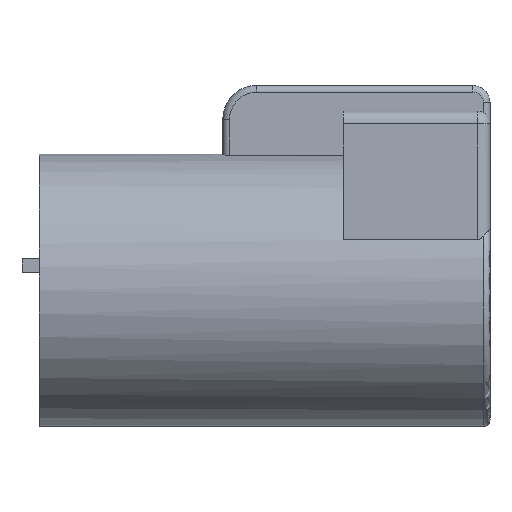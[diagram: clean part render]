
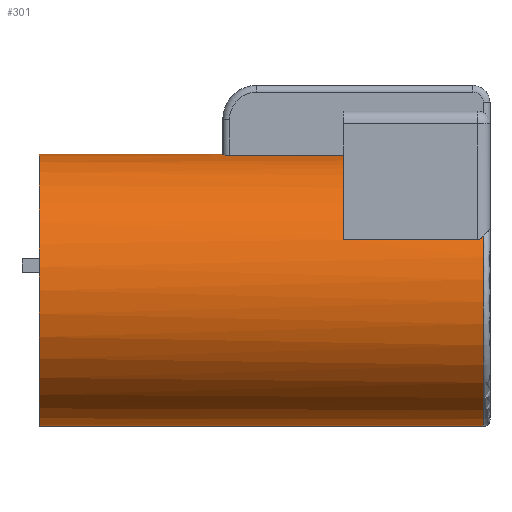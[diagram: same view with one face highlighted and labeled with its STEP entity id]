
A CAD part, left-side view. The second image highlights one B-rep face of the part: STEP entity #301.
In plain terms, the highlighted cylindrical face has radius 7.975 mm (diameter 15.95 mm), a partial arc.
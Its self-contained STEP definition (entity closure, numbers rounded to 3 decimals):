
#132=B_SPLINE_CURVE_WITH_KNOTS('',3,(#3584,#3585,#3586,#3587,#3588,#3589,
#3590),.UNSPECIFIED.,.F.,.F.,(4,3,4),(0.,0.838,1.),.UNSPECIFIED.);
#133=B_SPLINE_CURVE_WITH_KNOTS('',3,(#3593,#3594,#3595,#3596,#3597,#3598,
#3599,#3600,#3601,#3602,#3603,#3604,#3605,#3606,#3607,#3608),.UNSPECIFIED.,
 .F.,.F.,(4,3,3,3,3,4),(0.,0.213,0.426,0.64,
0.856,1.),.UNSPECIFIED.);
#134=B_SPLINE_CURVE_WITH_KNOTS('',3,(#3615,#3616,#3617,#3618,#3619,#3620,
#3621,#3622,#3623,#3624,#3625,#3626,#3627),.UNSPECIFIED.,.F.,.F.,(4,3,3,
3,4),(0.,0.166,0.441,0.886,1.),.UNSPECIFIED.);
#152=CYLINDRICAL_SURFACE('',#2424,7.975);
#187=CIRCLE('',#2386,7.975);
#200=CIRCLE('',#2407,7.975);
#208=CIRCLE('',#2421,7.975);
#209=CIRCLE('',#2422,7.975);
#210=CIRCLE('',#2423,7.975);
#301=ADVANCED_FACE('',(#499),#152,.T.);
#499=FACE_OUTER_BOUND('',#630,.T.);
#630=EDGE_LOOP('',(#898,#899,#900,#901,#902,#903,#904,#905,#906,#907,#908,
#909,#910));
#898=ORIENTED_EDGE('',*,*,#1712,.T.);
#899=ORIENTED_EDGE('',*,*,#1713,.T.);
#900=ORIENTED_EDGE('',*,*,#1627,.T.);
#901=ORIENTED_EDGE('',*,*,#1714,.F.);
#902=ORIENTED_EDGE('',*,*,#1715,.T.);
#903=ORIENTED_EDGE('',*,*,#1716,.F.);
#904=ORIENTED_EDGE('',*,*,#1675,.F.);
#905=ORIENTED_EDGE('',*,*,#1689,.T.);
#906=ORIENTED_EDGE('',*,*,#1717,.T.);
#907=ORIENTED_EDGE('',*,*,#1718,.T.);
#908=ORIENTED_EDGE('',*,*,#1719,.F.);
#909=ORIENTED_EDGE('',*,*,#1720,.T.);
#910=ORIENTED_EDGE('',*,*,#1721,.T.);
#1411=VERTEX_POINT('',#3303);
#1412=VERTEX_POINT('',#3304);
#1454=VERTEX_POINT('',#3479);
#1455=VERTEX_POINT('',#3480);
#1466=VERTEX_POINT('',#3505);
#1483=VERTEX_POINT('',#3582);
#1484=VERTEX_POINT('',#3583);
#1485=VERTEX_POINT('',#3592);
#1486=VERTEX_POINT('',#3609);
#1487=VERTEX_POINT('',#3612);
#1488=VERTEX_POINT('',#3614);
#1489=VERTEX_POINT('',#3628);
#1490=VERTEX_POINT('',#3630);
#1627=EDGE_CURVE('',#1411,#1412,#187,.T.);
#1675=EDGE_CURVE('',#1454,#1455,#1980,.T.);
#1689=EDGE_CURVE('',#1454,#1466,#200,.T.);
#1712=EDGE_CURVE('',#1483,#1484,#2004,.T.);
#1713=EDGE_CURVE('',#1484,#1411,#132,.T.);
#1714=EDGE_CURVE('',#1485,#1412,#2005,.T.);
#1715=EDGE_CURVE('',#1485,#1486,#133,.T.);
#1716=EDGE_CURVE('',#1455,#1486,#208,.T.);
#1717=EDGE_CURVE('',#1466,#1487,#2006,.T.);
#1718=EDGE_CURVE('',#1487,#1488,#209,.T.);
#1719=EDGE_CURVE('',#1489,#1488,#134,.T.);
#1720=EDGE_CURVE('',#1489,#1490,#2007,.T.);
#1721=EDGE_CURVE('',#1490,#1483,#210,.T.);
#1980=LINE('',#3478,#2200);
#2004=LINE('',#3581,#2224);
#2005=LINE('',#3591,#2225);
#2006=LINE('',#3611,#2226);
#2007=LINE('',#3629,#2227);
#2200=VECTOR('',#2716,1.);
#2224=VECTOR('',#2774,1.);
#2225=VECTOR('',#2775,1.);
#2226=VECTOR('',#2778,1.);
#2227=VECTOR('',#2781,1.);
#2386=AXIS2_PLACEMENT_3D('',#3302,#2647,#2648);
#2407=AXIS2_PLACEMENT_3D('',#3506,#2734,#2735);
#2421=AXIS2_PLACEMENT_3D('',#3610,#2776,#2777);
#2422=AXIS2_PLACEMENT_3D('',#3613,#2779,#2780);
#2423=AXIS2_PLACEMENT_3D('',#3631,#2782,#2783);
#2424=AXIS2_PLACEMENT_3D('',#3632,#2784,#2785);
#2647=DIRECTION('',(0.,1.,0.));
#2648=DIRECTION('',(-1.,0.,0.));
#2716=DIRECTION('',(0.,-1.,0.));
#2734=DIRECTION('',(0.,-1.,0.));
#2735=DIRECTION('',(1.,0.,0.));
#2774=DIRECTION('',(0.,-1.,0.));
#2775=DIRECTION('',(0.,-1.,0.));
#2776=DIRECTION('',(0.,-1.,0.));
#2777=DIRECTION('',(-1.,0.,0.));
#2778=DIRECTION('',(0.,-1.,0.));
#2779=DIRECTION('',(0.,1.,0.));
#2780=DIRECTION('',(-1.,0.,0.));
#2781=DIRECTION('',(0.,1.,0.));
#2782=DIRECTION('',(0.,1.,0.));
#2783=DIRECTION('',(-1.,0.,0.));
#2784=DIRECTION('',(0.,-1.,0.));
#2785=DIRECTION('',(1.,0.,0.));
#3302=CARTESIAN_POINT('',(-7.025,-19.,0.));
#3303=CARTESIAN_POINT('',(-12.314,-19.,5.969));
#3304=CARTESIAN_POINT('',(-8.1,-19.,7.902));
#3478=CARTESIAN_POINT('',(-7.025,0.,7.975));
#3479=CARTESIAN_POINT('',(-7.025,7.,7.975));
#3480=CARTESIAN_POINT('',(-7.025,-3.75,7.975));
#3505=CARTESIAN_POINT('',(-7.025,7.,-7.975));
#3506=CARTESIAN_POINT('',(-7.025,7.,0.));
#3581=CARTESIAN_POINT('',(-12.262,0.,6.014));
#3582=CARTESIAN_POINT('',(-12.262,-10.8,6.014));
#3583=CARTESIAN_POINT('',(-12.262,-18.65,6.014));
#3584=CARTESIAN_POINT('',(-12.262,-18.65,6.014));
#3585=CARTESIAN_POINT('',(-12.262,-18.75,6.014));
#3586=CARTESIAN_POINT('',(-12.275,-18.851,6.003));
#3587=CARTESIAN_POINT('',(-12.299,-18.945,5.982));
#3588=CARTESIAN_POINT('',(-12.304,-18.964,5.978));
#3589=CARTESIAN_POINT('',(-12.309,-18.982,5.973));
#3590=CARTESIAN_POINT('',(-12.314,-19.,5.969));
#3591=CARTESIAN_POINT('',(-8.1,0.,7.902));
#3592=CARTESIAN_POINT('',(-8.1,-4.15,7.902));
#3593=CARTESIAN_POINT('',(-8.1,-4.15,7.902));
#3594=CARTESIAN_POINT('',(-8.1,-4.106,7.902));
#3595=CARTESIAN_POINT('',(-8.092,-4.06,7.903));
#3596=CARTESIAN_POINT('',(-8.078,-4.018,7.905));
#3597=CARTESIAN_POINT('',(-8.063,-3.976,7.907));
#3598=CARTESIAN_POINT('',(-8.041,-3.936,7.91));
#3599=CARTESIAN_POINT('',(-8.014,-3.902,7.913));
#3600=CARTESIAN_POINT('',(-7.986,-3.867,7.917));
#3601=CARTESIAN_POINT('',(-7.952,-3.836,7.921));
#3602=CARTESIAN_POINT('',(-7.914,-3.812,7.925));
#3603=CARTESIAN_POINT('',(-7.876,-3.788,7.93));
#3604=CARTESIAN_POINT('',(-7.834,-3.77,7.934));
#3605=CARTESIAN_POINT('',(-7.79,-3.76,7.938));
#3606=CARTESIAN_POINT('',(-7.761,-3.753,7.941));
#3607=CARTESIAN_POINT('',(-7.73,-3.75,7.944));
#3608=CARTESIAN_POINT('',(-7.7,-3.75,7.946));
#3609=CARTESIAN_POINT('',(-7.7,-3.75,7.946));
#3610=CARTESIAN_POINT('',(-7.025,-3.75,0.));
#3611=CARTESIAN_POINT('',(-7.025,0.,-7.975));
#3612=CARTESIAN_POINT('',(-7.025,-19.,-7.975));
#3613=CARTESIAN_POINT('',(-7.025,-19.,0.));
#3614=CARTESIAN_POINT('',(-14.338,-19.,3.181));
#3615=CARTESIAN_POINT('',(-14.425,-18.65,2.973));
#3616=CARTESIAN_POINT('',(-14.425,-18.674,2.973));
#3617=CARTESIAN_POINT('',(-14.424,-18.698,2.976));
#3618=CARTESIAN_POINT('',(-14.422,-18.721,2.982));
#3619=CARTESIAN_POINT('',(-14.418,-18.759,2.991));
#3620=CARTESIAN_POINT('',(-14.412,-18.795,3.007));
#3621=CARTESIAN_POINT('',(-14.403,-18.828,3.026));
#3622=CARTESIAN_POINT('',(-14.39,-18.882,3.058));
#3623=CARTESIAN_POINT('',(-14.373,-18.928,3.1));
#3624=CARTESIAN_POINT('',(-14.354,-18.969,3.145));
#3625=CARTESIAN_POINT('',(-14.349,-18.98,3.157));
#3626=CARTESIAN_POINT('',(-14.344,-18.99,3.169));
#3627=CARTESIAN_POINT('',(-14.338,-19.,3.181));
#3628=CARTESIAN_POINT('',(-14.425,-18.65,2.973));
#3629=CARTESIAN_POINT('',(-14.425,0.,2.973));
#3630=CARTESIAN_POINT('',(-14.425,-10.8,2.973));
#3631=CARTESIAN_POINT('',(-7.025,-10.8,0.));
#3632=CARTESIAN_POINT('',(-7.025,0.,0.));
